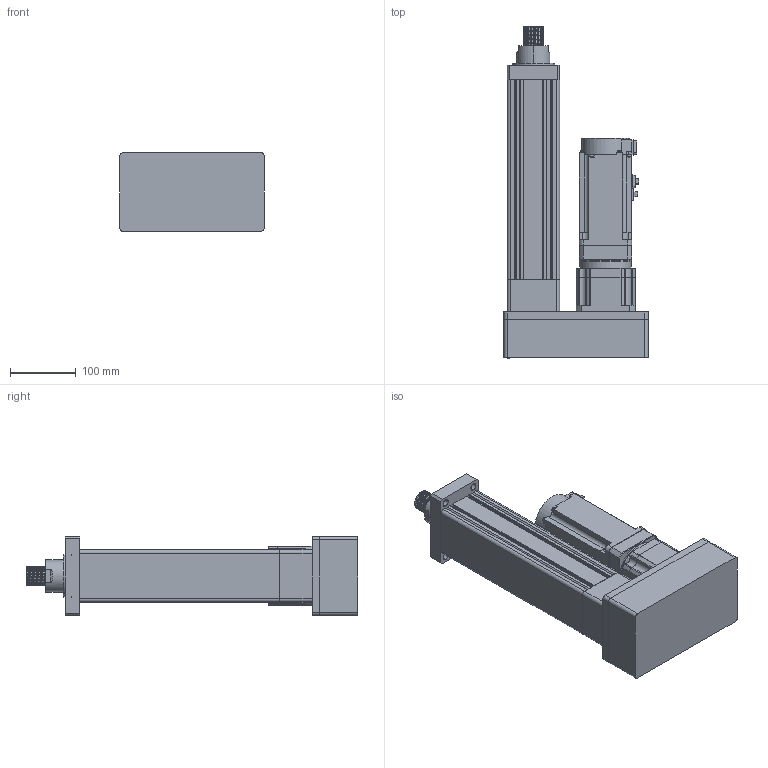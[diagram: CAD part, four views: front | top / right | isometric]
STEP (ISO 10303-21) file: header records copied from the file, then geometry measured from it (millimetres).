
FILE_DESCRIPTION (( 'STEP AP203' ), '1' );
FILE_NAME ('RLA80-10QF-16KN-R180-50mm-s.STEP', '2025-01-15T07:18:39', ( '微软用户' ), ( '微软中国' ), 'SwSTEP 2.0', 'SolidWorks 2022', '' );
FILE_SCHEMA (( 'CONFIG_CONTROL_DESIGN' ));
Length unit declared in the file: millimetre
Products named in the file (4): RLA80-10QF-16KN-R180-50mm-s; PGH90-L1-19-70-90-M6-A22; 80缸行程80折叠前法兰安装; hg-kn73bj_-s100_
Assembly tree (3 placements, depth 2):
  RLA80-10QF-16KN-R180-50mm-s
    80缸行程80折叠前法兰安装
    hg-kn73bj_-s100_
    PGH90-L1-19-70-90-M6-A22
Bounding box: 220 x 506 x 120 mm (x, y, z)
Volume: 4838967.1 mm3; surface area: 542150.1 mm2
Topology: 22 solids, 23 shells, 979 faces, 2461 edges, 1593 vertices
Faces by surface type: plane 430, cylinder 423, cone 76, torus 45, bspline 5
Entity records: 35432 total; most frequent: CARTESIAN_POINT 11098, DIRECTION 5173, ORIENTED_EDGE 4902, EDGE_CURVE 2451, AXIS2_PLACEMENT_3D 1927, VERTEX_POINT 1593, VECTOR 1319, LINE 1319
